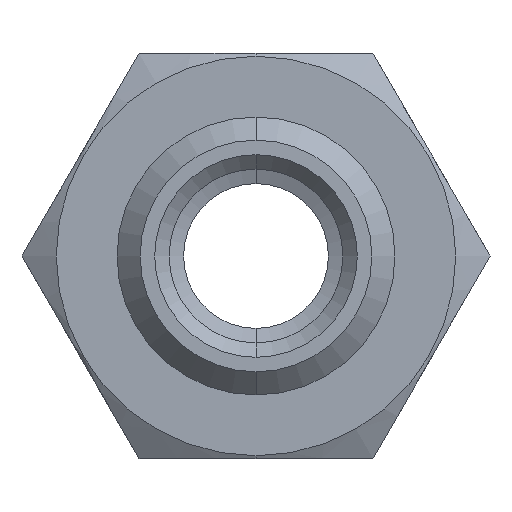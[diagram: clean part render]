
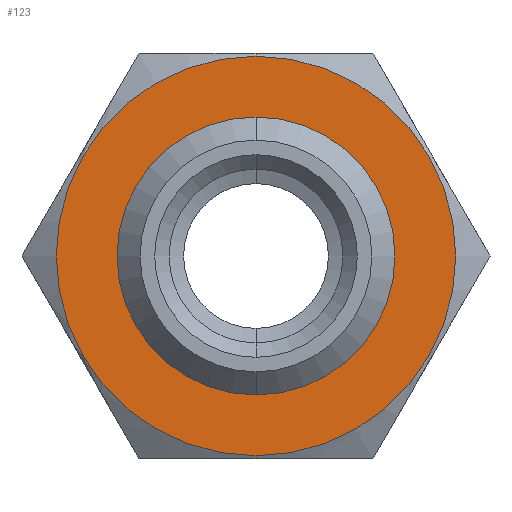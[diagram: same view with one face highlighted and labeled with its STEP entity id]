
A CAD part, front view. The second image highlights one B-rep face of the part: STEP entity #123.
In plain terms, the highlighted planar face has unit normal (0, -1, 0).
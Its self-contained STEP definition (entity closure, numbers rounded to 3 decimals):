
#120 = EDGE_CURVE ( 'NONE', #1140, #1217, #596, .T. ) ;
#123 = ADVANCED_FACE ( 'NONE', ( #597, #498 ), #540, .T. ) ;
#124 = EDGE_LOOP ( 'NONE', ( #125, #127 ) ) ;
#125 = ORIENTED_EDGE ( 'NONE', *, *, #126, .T. ) ;
#126 = EDGE_CURVE ( 'NONE', #1364, #1254, #506, .T. ) ;
#127 = ORIENTED_EDGE ( 'NONE', *, *, #1362, .T. ) ;
#128 = EDGE_LOOP ( 'NONE', ( #132, #133 ) ) ;
#132 = ORIENTED_EDGE ( 'NONE', *, *, #1216, .F. ) ;
#133 = ORIENTED_EDGE ( 'NONE', *, *, #120, .F. ) ;
#447 = CARTESIAN_POINT ( 'NONE',  ( 0., 6., 4.8 ) ) ;
#498 = FACE_BOUND ( 'NONE', #128, .T. ) ;
#499 = DIRECTION ( 'NONE',  ( 0., -1., 0. ) ) ;
#500 = DIRECTION ( 'NONE',  ( 0., 0., -1. ) ) ;
#501 = DIRECTION ( 'NONE',  ( 0., -1., 0. ) ) ;
#502 = CARTESIAN_POINT ( 'NONE',  ( 6.9, 6., 0. ) ) ;
#503 = DIRECTION ( 'NONE',  ( 0., -1., 0. ) ) ;
#504 = CARTESIAN_POINT ( 'NONE',  ( 0., 6., 0. ) ) ;
#505 = AXIS2_PLACEMENT_3D ( 'NONE', #504, #503, #600 ) ;
#506 = CIRCLE ( 'NONE', #505, 6.9 ) ;
#507 = CARTESIAN_POINT ( 'NONE',  ( 0., 6., 0. ) ) ;
#522 = AXIS2_PLACEMENT_3D ( 'NONE', #507, #499, #598 ) ;
#540 = PLANE ( 'NONE',  #584 ) ;
#584 = AXIS2_PLACEMENT_3D ( 'NONE', #502, #501, #500 ) ;
#596 = CIRCLE ( 'NONE', #522, 4.8 ) ;
#597 = FACE_OUTER_BOUND ( 'NONE', #124, .T. ) ;
#598 = DIRECTION ( 'NONE',  ( 0., 0., -1. ) ) ;
#600 = DIRECTION ( 'NONE',  ( 0., 0., -1. ) ) ;
#680 = CARTESIAN_POINT ( 'NONE',  ( 0., 6., -4.8 ) ) ;
#681 = DIRECTION ( 'NONE',  ( 0., 0., -1. ) ) ;
#682 = DIRECTION ( 'NONE',  ( 0., -1., 0. ) ) ;
#683 = CARTESIAN_POINT ( 'NONE',  ( 0., 6., 0. ) ) ;
#684 = AXIS2_PLACEMENT_3D ( 'NONE', #683, #682, #681 ) ;
#685 = CIRCLE ( 'NONE', #684, 4.8 ) ;
#762 = CARTESIAN_POINT ( 'NONE',  ( 0., 6., -6.9 ) ) ;
#977 = CIRCLE ( 'NONE', #1000, 6.9 ) ;
#996 = CARTESIAN_POINT ( 'NONE',  ( 0., 6., 6.9 ) ) ;
#997 = DIRECTION ( 'NONE',  ( 0., 0., -1. ) ) ;
#998 = DIRECTION ( 'NONE',  ( 0., -1., 0. ) ) ;
#999 = CARTESIAN_POINT ( 'NONE',  ( 0., 6., 0. ) ) ;
#1000 = AXIS2_PLACEMENT_3D ( 'NONE', #999, #998, #997 ) ;
#1140 = VERTEX_POINT ( 'NONE', #447 ) ;
#1216 = EDGE_CURVE ( 'NONE', #1217, #1140, #685, .T. ) ;
#1217 = VERTEX_POINT ( 'NONE', #680 ) ;
#1254 = VERTEX_POINT ( 'NONE', #762 ) ;
#1362 = EDGE_CURVE ( 'NONE', #1254, #1364, #977, .T. ) ;
#1364 = VERTEX_POINT ( 'NONE', #996 ) ;
